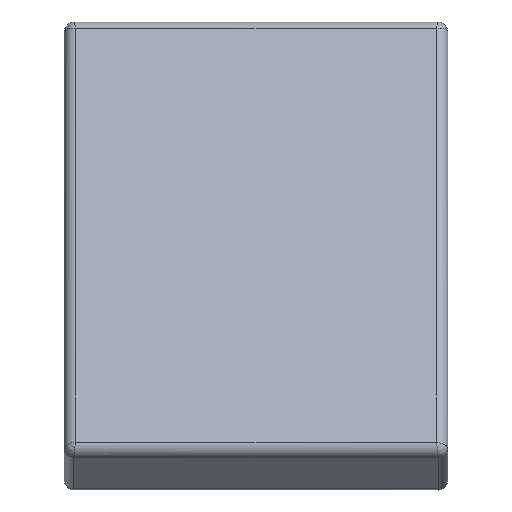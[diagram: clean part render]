
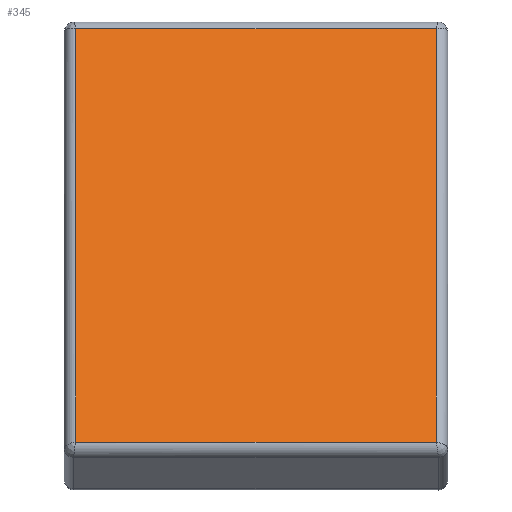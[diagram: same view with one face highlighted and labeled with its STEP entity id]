
A CAD part, top view. The second image highlights one B-rep face of the part: STEP entity #345.
In plain terms, the highlighted planar face has unit normal (0, 0.423, 0.906).
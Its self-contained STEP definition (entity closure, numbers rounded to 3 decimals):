
#17=PLANE('',#395);
#21=LINE('',#661,#45);
#24=LINE('',#665,#48);
#26=LINE('',#668,#50);
#28=LINE('',#671,#52);
#45=VECTOR('',#443,10.);
#48=VECTOR('',#448,10.);
#50=VECTOR('',#452,10.);
#52=VECTOR('',#456,10.);
#93=FACE_OUTER_BOUND('',#119,.T.);
#119=EDGE_LOOP('',(#273,#274,#275,#276));
#159=VERTEX_POINT('',#554);
#162=VERTEX_POINT('',#585);
#165=VERTEX_POINT('',#621);
#168=VERTEX_POINT('',#657);
#193=EDGE_CURVE('',#159,#168,#21,.T.);
#196=EDGE_CURVE('',#168,#165,#24,.T.);
#198=EDGE_CURVE('',#165,#162,#26,.T.);
#200=EDGE_CURVE('',#162,#159,#28,.T.);
#273=ORIENTED_EDGE('',*,*,#193,.F.);
#274=ORIENTED_EDGE('',*,*,#200,.F.);
#275=ORIENTED_EDGE('',*,*,#198,.F.);
#276=ORIENTED_EDGE('',*,*,#196,.F.);
#345=ADVANCED_FACE('',(#93),#17,.T.);
#395=AXIS2_PLACEMENT_3D('',#690,#476,#477);
#443=DIRECTION('',(0.,0.906,-0.423));
#448=DIRECTION('',(1.,0.,0.));
#452=DIRECTION('',(0.,-0.906,0.423));
#456=DIRECTION('',(-1.,0.,0.));
#476=DIRECTION('center_axis',(0.,0.423,0.906));
#477=DIRECTION('ref_axis',(1.,0.,0.));
#554=CARTESIAN_POINT('',(-69.62,-98.438,44.295));
#585=CARTESIAN_POINT('',(-50.82,-98.438,44.295));
#621=CARTESIAN_POINT('',(-50.82,-76.867,34.236));
#657=CARTESIAN_POINT('',(-69.62,-76.867,34.236));
#661=CARTESIAN_POINT('',(-69.62,-80.624,35.988));
#665=CARTESIAN_POINT('',(-55.22,-76.867,34.236));
#668=CARTESIAN_POINT('',(-50.82,-91.953,41.271));
#671=CARTESIAN_POINT('',(-65.22,-98.438,44.295));
#690=CARTESIAN_POINT('Origin',(-60.22,-84.925,37.993));
